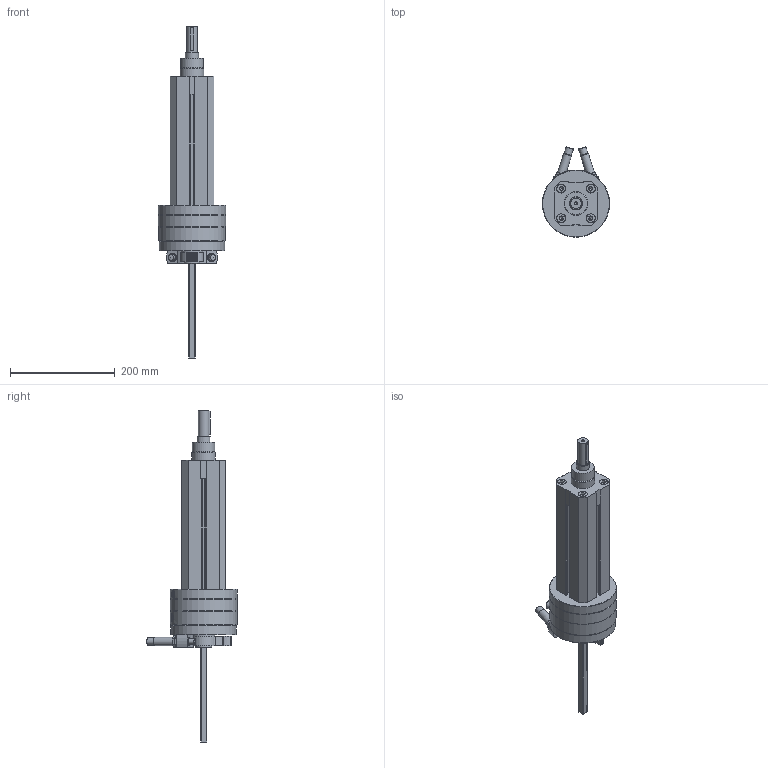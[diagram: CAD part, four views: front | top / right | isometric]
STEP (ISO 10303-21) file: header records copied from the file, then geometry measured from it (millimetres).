
FILE_DESCRIPTION(/* description */ ('STEP AP214'),/* implementation_level */ '2;1');
FILE_NAME(/* name */ '556571_DSL-40-160-270-CC-A-S2-B',/* time_stamp */ '2024-08-21T17:17:26+02:00',/* author */ ('License CC BY-ND 4.0'),/* organization */ ('CADENAS'),/* preprocessor_version */ 'ST-DEVELOPER v19.3',/* originating_system */ 'PARTsolutions',/* authorisation */ ' ');
FILE_SCHEMA (('AUTOMOTIVE_DESIGN {1 0 10303 214 3 1 1}'));
Length unit declared in the file: millimetre
Products named in the file (11): 556571 DSL-40-160-270-CC-A-S2-B---(0_0); 556571 DSL-40-160-270-CC-A-S2-B-160_bz; 704067 DSM-40-BR---(HZ); 548014 DYSC-12-12-Y1F---(SD_0); 342623 DSM-40_NS; DIN-912 - M8x30(F); 348988 SPZ-25-P-A M16X1-5-19; 704066 DSM-40-BL---(HZ); 556571 DSL-160_k; 306999 DSL; Shim ring DIN 988 30x42x2.5
Assembly tree (16 placements, depth 2):
  556571 DSL-40-160-270-CC-A-S2-B---(0_0)
    556571 DSL-40-160-270-CC-A-S2-B-160_bz
    704067 DSM-40-BR---(HZ)
    548014 DYSC-12-12-Y1F---(SD_0)  x2
    342623 DSM-40_NS  x2
    DIN-912 - M8x30(F)  x2
    348988 SPZ-25-P-A M16X1-5-19  x4
    704066 DSM-40-BL---(HZ)
    556571 DSL-160_k
    306999 DSL
    Shim ring DIN 988 30x42x2.5
Bounding box: 128 x 172.55 x 633 mm (x, y, z)
Volume: 2597032.5 mm3; surface area: 317517 mm2
Topology: 16 solids, 16 shells, 538 faces, 1285 edges, 812 vertices
Faces by surface type: plane 285, cylinder 164, cone 87, sphere 2
Full cylindrical faces by diameter (mm): 1.567 x2, 2.5 x2, 4.917 x2, 6 x2, 6.647 x6, 8 x6, 8.566 x4, 9 x2, 11 x4, 13 x2, 14.5 x2, 14.917 x6, 15 x6, 16 x2, 16.6 x1, 17 x4, 20 x1, 25 x2, 30 x3, 42 x1, 43 x1, 45 x1, 53 x1, 61 x1, 78.5 x1, 90 x1, 122 x1, 125 x1, 127.65 x1, 128 x2
Entity records: 12498 total; most frequent: CARTESIAN_POINT 2233, DIRECTION 2163, ORIENTED_EDGE 1846, EDGE_CURVE 923, AXIS2_PLACEMENT_3D 815, VERTEX_POINT 657, FACE_BOUND 612, EDGE_LOOP 603
